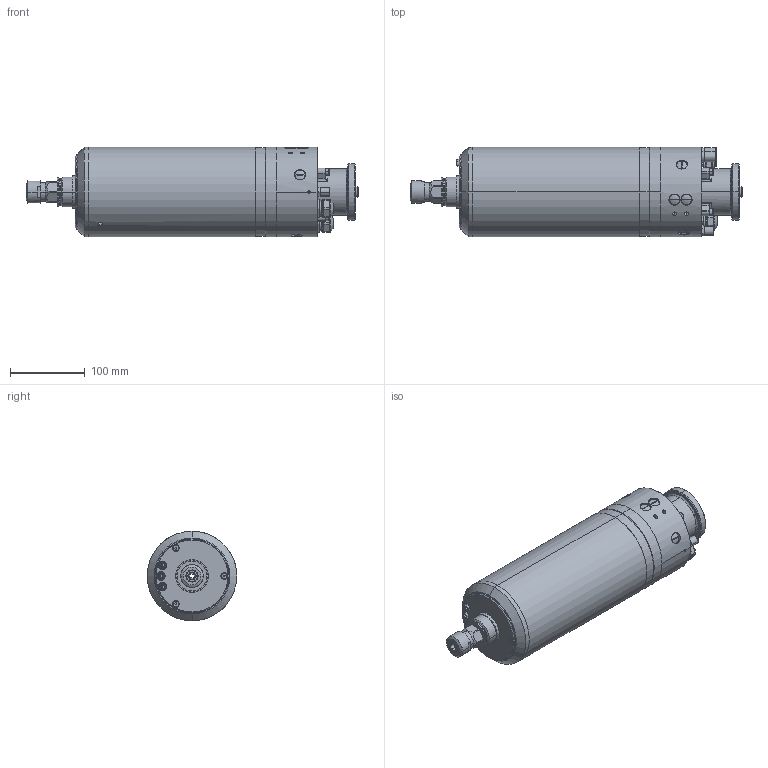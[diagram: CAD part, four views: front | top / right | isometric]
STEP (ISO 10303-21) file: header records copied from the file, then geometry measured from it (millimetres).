
FILE_DESCRIPTION (( 'STEP AP203' ), '1' );
FILE_NAME ('120A24HKP-00-.STEP', '2012-09-26T10:01:04', ( '' ), ( '' ), 'SwSTEP 2.0', 'SolidWorks 2012', '' );
FILE_SCHEMA (( 'CONFIG_CONTROL_DESIGN' ));
Length unit declared in the file: millimetre
Products named in the file (1): 120A24HKP-00-
Bounding box: 445.46 x 120 x 120 mm (x, y, z)
Surface area: 208804.4 mm2 (no closed solid volume)
Topology: 0 solids, 75 shells, 678 faces, 2169 edges, 1523 vertices
Faces by surface type: plane 264, cylinder 257, cone 94, torus 42, sphere 14, bspline 7
Entity records: 25848 total; most frequent: CARTESIAN_POINT 6427, DIRECTION 4397, ORIENTED_EDGE 3338, EDGE_CURVE 2138, AXIS2_PLACEMENT_3D 1724, VERTEX_POINT 1517, CIRCLE 1052, VECTOR 949
